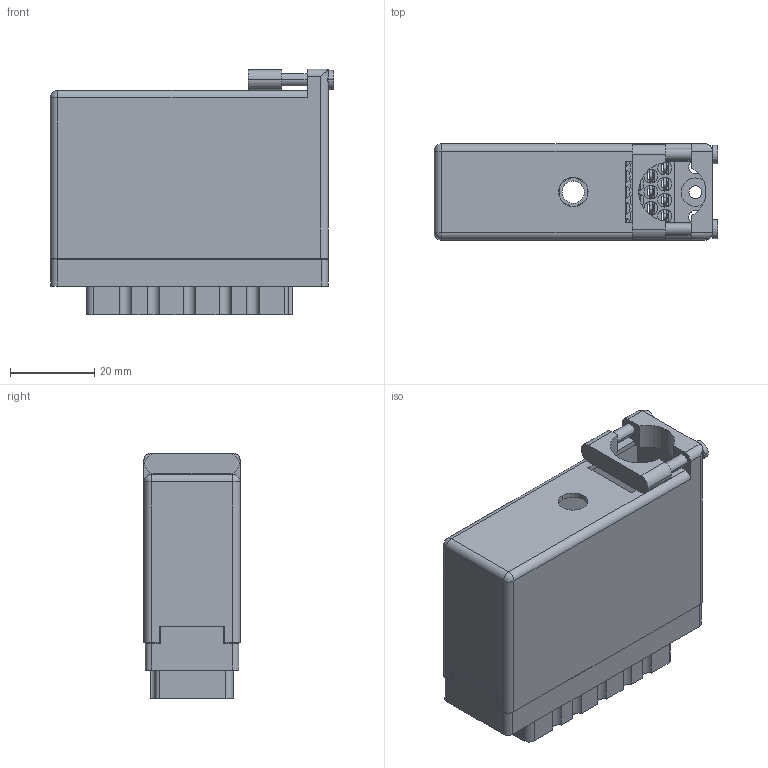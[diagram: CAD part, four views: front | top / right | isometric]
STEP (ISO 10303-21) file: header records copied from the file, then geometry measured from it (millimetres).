
FILE_DESCRIPTION (( 'STEP AP203' ), '1' );
FILE_NAME ('516-056-540-260.STEP', '2020-03-06T11:36:02', ( '' ), ( '' ), 'SwSTEP 2.0', 'SolidWorks 2016', '' );
FILE_SCHEMA (( 'CONFIG_CONTROL_DESIGN' ));
Length unit declared in the file: inch
Products named in the file (4): 516 Part Receptacle_056; 516-056-540-260; 516-230-001_Metal - 056 Top Entry; 516-292-001_540 Contact
Assembly tree (58 placements, depth 2):
  516-056-540-260
    516 Part Receptacle_056
    516-292-001_540 Contact  x56
    516-230-001_Metal - 056 Top Entry
Bounding box: 67.31 x 22.83 x 58.34 mm (x, y, z)
Volume: 27066.5 mm3; surface area: 48001.7 mm2
Topology: 58 solids, 58 shells, 5361 faces, 15564 edges, 10332 vertices
Faces by surface type: plane 3278, cylinder 1743, bspline 336, cone 2, sphere 2
Entity records: 49331 total; most frequent: CARTESIAN_POINT 8653, ORIENTED_EDGE 8244, DIRECTION 8056, EDGE_CURVE 4122, LINE 3020, VECTOR 3020, VERTEX_POINT 2742, AXIS2_PLACEMENT_3D 2518
